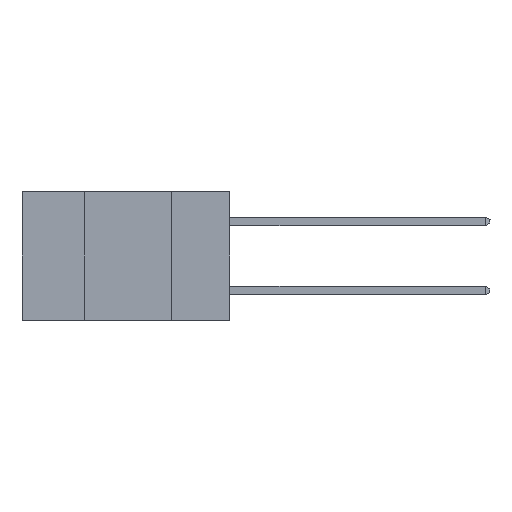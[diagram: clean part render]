
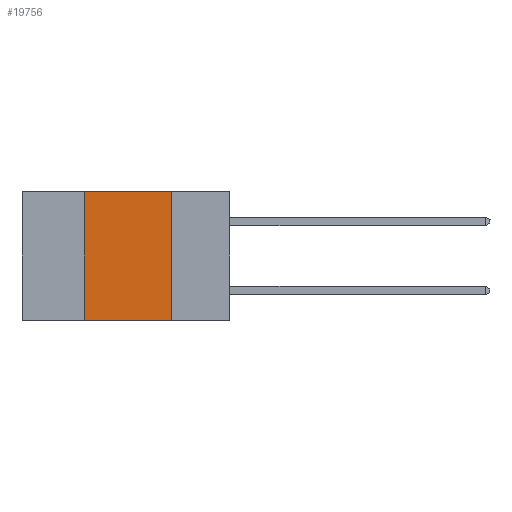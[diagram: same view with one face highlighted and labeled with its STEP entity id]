
A CAD part, left-side view. The second image highlights one B-rep face of the part: STEP entity #19756.
In plain terms, the highlighted planar face has unit normal (-1, 0, 0).
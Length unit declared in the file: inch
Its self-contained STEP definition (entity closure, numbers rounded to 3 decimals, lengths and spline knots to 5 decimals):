
#3 = CARTESIAN_POINT ( 'NONE',  ( 0., 0.6, -0.37 ) ) ;
#768 = VECTOR ( 'NONE', #8378, 39.37008 ) ;
#1642 = LINE ( 'NONE', #3, #1824 ) ;
#1824 = VECTOR ( 'NONE', #16748, 39.37008 ) ;
#2019 = CARTESIAN_POINT ( 'NONE',  ( 0., 0.17, -0.37 ) ) ;
#2400 = VECTOR ( 'NONE', #18809, 39.37008 ) ;
#5428 = ORIENTED_EDGE ( 'NONE', *, *, #13870, .F. ) ;
#6525 = CARTESIAN_POINT ( 'NONE',  ( 0., 0.42, 0. ) ) ;
#7981 = CARTESIAN_POINT ( 'NONE',  ( 0., 0.17, 0. ) ) ;
#8155 = AXIS2_PLACEMENT_3D ( 'NONE', #11147, #17786, #9946 ) ;
#8337 = EDGE_CURVE ( 'NONE', #20790, #12343, #10425, .T. ) ;
#8378 = DIRECTION ( 'NONE',  ( 0., 0., -1. ) ) ;
#8593 = CARTESIAN_POINT ( 'NONE',  ( 0., 0.17, -0.37 ) ) ;
#9946 = DIRECTION ( 'NONE',  ( 0., 0., -1. ) ) ;
#10241 = LINE ( 'NONE', #8593, #768 ) ;
#10395 = VERTEX_POINT ( 'NONE', #7981 ) ;
#10425 = LINE ( 'NONE', #12182, #2400 ) ;
#11147 = CARTESIAN_POINT ( 'NONE',  ( 0., 0.6, 0. ) ) ;
#12182 = CARTESIAN_POINT ( 'NONE',  ( 0., 0.42, -0.37 ) ) ;
#12343 = VERTEX_POINT ( 'NONE', #6525 ) ;
#12707 = VECTOR ( 'NONE', #18453, 39.37008 ) ;
#13401 = ORIENTED_EDGE ( 'NONE', *, *, #19586, .F. ) ;
#13452 = LINE ( 'NONE', #15393, #12707 ) ;
#13870 = EDGE_CURVE ( 'NONE', #10395, #18265, #10241, .T. ) ;
#14327 = EDGE_CURVE ( 'NONE', #20790, #18265, #1642, .T. ) ;
#14412 = FACE_OUTER_BOUND ( 'NONE', #17219, .T. ) ;
#15393 = CARTESIAN_POINT ( 'NONE',  ( 0., 0.6, 0. ) ) ;
#16748 = DIRECTION ( 'NONE',  ( 0., -1., 0. ) ) ;
#17078 = ORIENTED_EDGE ( 'NONE', *, *, #8337, .F. ) ;
#17219 = EDGE_LOOP ( 'NONE', ( #5428, #13401, #17078, #19742 ) ) ;
#17786 = DIRECTION ( 'NONE',  ( 1., 0., 0. ) ) ;
#18265 = VERTEX_POINT ( 'NONE', #2019 ) ;
#18453 = DIRECTION ( 'NONE',  ( 0., -1., 0. ) ) ;
#18809 = DIRECTION ( 'NONE',  ( 0., 0., 1. ) ) ;
#19586 = EDGE_CURVE ( 'NONE', #12343, #10395, #13452, .T. ) ;
#19742 = ORIENTED_EDGE ( 'NONE', *, *, #14327, .T. ) ;
#19756 = ADVANCED_FACE ( 'NONE', ( #14412 ), #21067, .F. ) ;
#19872 = CARTESIAN_POINT ( 'NONE',  ( 0., 0.42, -0.37 ) ) ;
#20790 = VERTEX_POINT ( 'NONE', #19872 ) ;
#21067 = PLANE ( 'NONE',  #8155 ) ;
